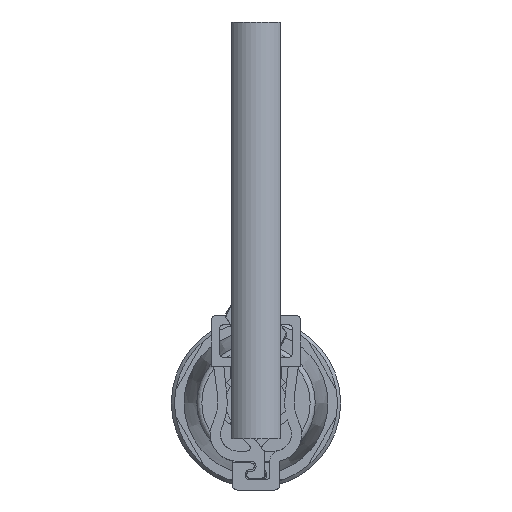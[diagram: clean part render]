
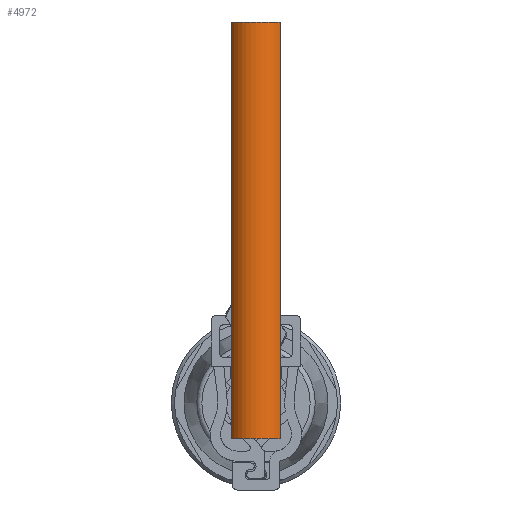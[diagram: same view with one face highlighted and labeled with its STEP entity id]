
A CAD part, front view. The second image highlights one B-rep face of the part: STEP entity #4972.
In plain terms, the highlighted cylindrical face has radius 1.75 mm (diameter 3.5 mm), a partial arc.
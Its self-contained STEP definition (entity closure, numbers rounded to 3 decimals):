
#82=CYLINDRICAL_SURFACE('',#5273,1.75);
#193=CIRCLE('',#5274,1.75);
#194=CIRCLE('',#5275,1.75);
#462=ORIENTED_EDGE('',*,*,#1574,.F.);
#463=ORIENTED_EDGE('',*,*,#1577,.F.);
#464=ORIENTED_EDGE('',*,*,#1563,.T.);
#465=ORIENTED_EDGE('',*,*,#1578,.T.);
#1563=EDGE_CURVE('',#2116,#2115,#2468,.T.);
#1574=EDGE_CURVE('',#2124,#2125,#2478,.T.);
#1577=EDGE_CURVE('',#2116,#2124,#193,.T.);
#1578=EDGE_CURVE('',#2115,#2125,#194,.T.);
#2115=VERTEX_POINT('',#7105);
#2116=VERTEX_POINT('',#7107);
#2124=VERTEX_POINT('',#7126);
#2125=VERTEX_POINT('',#7128);
#2468=LINE('',#7106,#2828);
#2478=LINE('',#7127,#2838);
#2828=VECTOR('',#5814,1000.);
#2838=VECTOR('',#5828,1000.);
#3167=EDGE_LOOP('',(#462,#463,#464,#465));
#3467=FACE_BOUND('',#3167,.T.);
#4972=ADVANCED_FACE('',(#3467),#82,.T.);
#5273=AXIS2_PLACEMENT_3D('',#7132,#5834,#5835);
#5274=AXIS2_PLACEMENT_3D('',#7133,#5836,#5837);
#5275=AXIS2_PLACEMENT_3D('',#7134,#5838,#5839);
#5814=DIRECTION('',(0.,0.,-1.));
#5828=DIRECTION('',(0.,0.,-1.));
#5834=DIRECTION('',(0.,0.,-1.));
#5835=DIRECTION('',(-1.,0.,0.));
#5836=DIRECTION('',(0.,0.,1.));
#5837=DIRECTION('',(1.,0.,0.));
#5838=DIRECTION('',(0.,0.,1.));
#5839=DIRECTION('',(1.,0.,0.));
#7105=CARTESIAN_POINT('',(-1.475,0.808,0.));
#7106=CARTESIAN_POINT('',(-1.475,0.808,24.6));
#7107=CARTESIAN_POINT('',(-1.475,0.808,24.6));
#7126=CARTESIAN_POINT('',(1.475,0.808,24.6));
#7127=CARTESIAN_POINT('',(1.475,0.808,24.6));
#7128=CARTESIAN_POINT('',(1.475,0.808,0.));
#7132=CARTESIAN_POINT('',(0.,1.75,24.6));
#7133=CARTESIAN_POINT('',(0.,1.75,24.6));
#7134=CARTESIAN_POINT('',(0.,1.75,0.));
